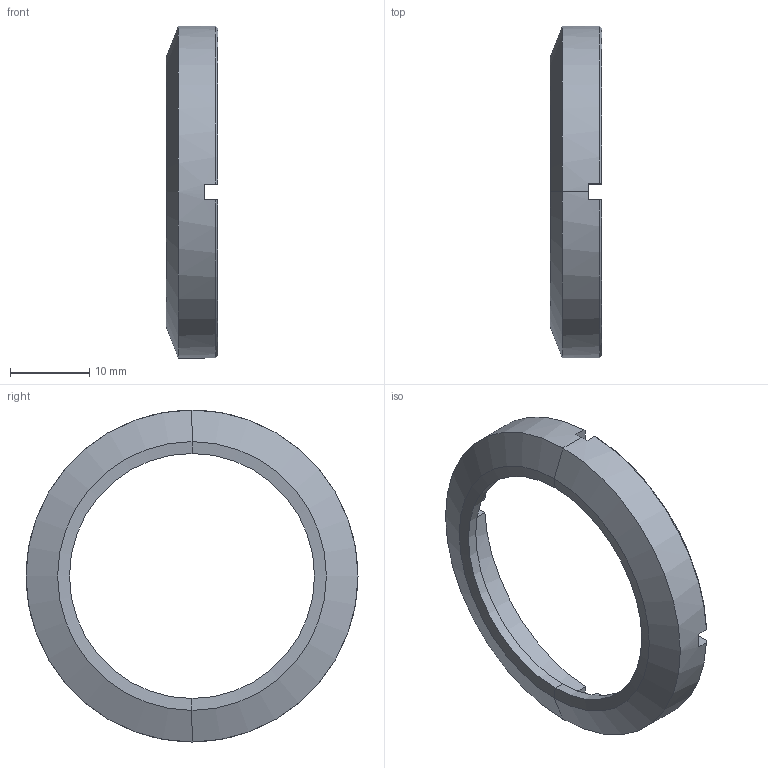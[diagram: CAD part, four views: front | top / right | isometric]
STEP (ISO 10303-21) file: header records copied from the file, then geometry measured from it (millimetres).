
FILE_DESCRIPTION (( 'STEP AP214' ), '1' );
FILE_NAME ('ÊÐÏÃ.711573.002 - Êîëüöî ðåçüáîâîå.STEP', '2024-11-18T14:41:08', ( '' ), ( '' ), 'SwSTEP 2.0', 'SolidWorks 2023', '' );
FILE_SCHEMA (( 'AUTOMOTIVE_DESIGN' ));
Length unit declared in the file: millimetre
Products named in the file (1): КРПГ.711573.002 - Кольцо резьбовое
Bounding box: 6.55 x 42 x 42 mm (x, y, z)
Volume: 2083.8 mm3; surface area: 2516.6 mm2
Topology: 1 solids, 1 shells, 32 faces, 86 edges, 54 vertices
Faces by surface type: plane 16, cone 10, cylinder 6
Entity records: 1061 total; most frequent: CARTESIAN_POINT 197, DIRECTION 178, ORIENTED_EDGE 172, EDGE_CURVE 86, AXIS2_PLACEMENT_3D 67, VERTEX_POINT 54, LINE 44, VECTOR 44
